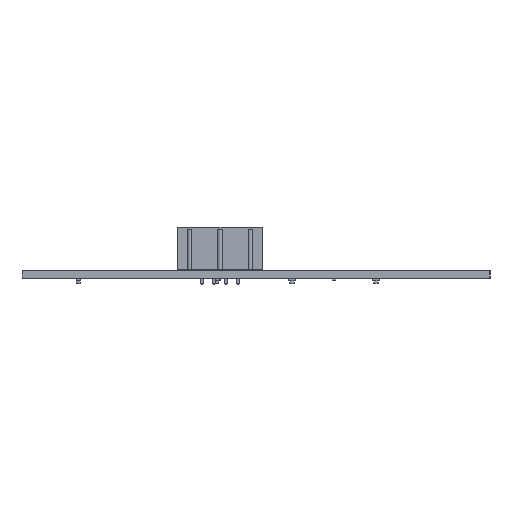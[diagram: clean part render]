
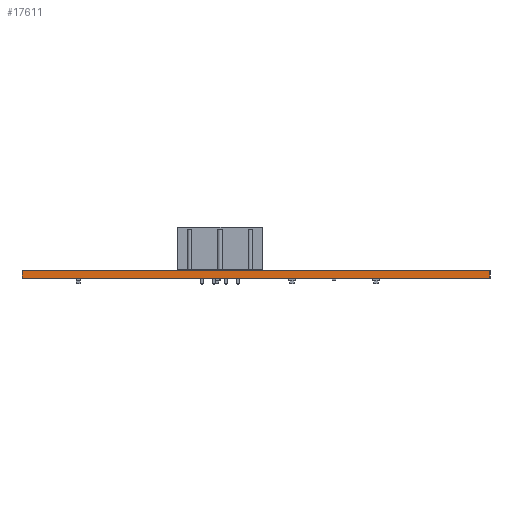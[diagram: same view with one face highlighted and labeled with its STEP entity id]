
A CAD part, left-side view. The second image highlights one B-rep face of the part: STEP entity #17611.
In plain terms, the highlighted planar face has unit normal (-1, 0, 0).
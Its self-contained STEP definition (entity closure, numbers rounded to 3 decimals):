
#17495 = EDGE_CURVE('',#17496,#17498,#17500,.T.);
#17496 = VERTEX_POINT('',#17497);
#17497 = CARTESIAN_POINT('',(101.6,-46.99,0.));
#17498 = VERTEX_POINT('',#17499);
#17499 = CARTESIAN_POINT('',(101.6,-46.99,1.6));
#17500 = SURFACE_CURVE('',#17501,(#17505,#17517),.PCURVE_S1.);
#17501 = LINE('',#17502,#17503);
#17502 = CARTESIAN_POINT('',(101.6,-46.99,0.));
#17503 = VECTOR('',#17504,1.);
#17504 = DIRECTION('',(0.,0.,1.));
#17505 = PCURVE('',#17506,#17511);
#17506 = PLANE('',#17507);
#17507 = AXIS2_PLACEMENT_3D('',#17508,#17509,#17510);
#17508 = CARTESIAN_POINT('',(101.6,-46.99,0.));
#17509 = DIRECTION('',(0.,1.,0.));
#17510 = DIRECTION('',(1.,0.,0.));
#17511 = DEFINITIONAL_REPRESENTATION('',(#17512),#17516);
#17512 = LINE('',#17513,#17514);
#17513 = CARTESIAN_POINT('',(0.,0.));
#17514 = VECTOR('',#17515,1.);
#17515 = DIRECTION('',(0.,-1.));
#17516 = ( GEOMETRIC_REPRESENTATION_CONTEXT(2) 
PARAMETRIC_REPRESENTATION_CONTEXT() REPRESENTATION_CONTEXT('2D SPACE',''
  ) );
#17517 = PCURVE('',#17518,#17523);
#17518 = PLANE('',#17519);
#17519 = AXIS2_PLACEMENT_3D('',#17520,#17521,#17522);
#17520 = CARTESIAN_POINT('',(101.6,-146.05,0.));
#17521 = DIRECTION('',(-1.,0.,0.));
#17522 = DIRECTION('',(0.,1.,0.));
#17523 = DEFINITIONAL_REPRESENTATION('',(#17524),#17528);
#17524 = LINE('',#17525,#17526);
#17525 = CARTESIAN_POINT('',(99.06,0.));
#17526 = VECTOR('',#17527,1.);
#17527 = DIRECTION('',(0.,-1.));
#17528 = ( GEOMETRIC_REPRESENTATION_CONTEXT(2) 
PARAMETRIC_REPRESENTATION_CONTEXT() REPRESENTATION_CONTEXT('2D SPACE',''
  ) );
#17546 = PLANE('',#17547);
#17547 = AXIS2_PLACEMENT_3D('',#17548,#17549,#17550);
#17548 = CARTESIAN_POINT('',(151.13,-96.52,1.6));
#17549 = DIRECTION('',(-0.,-0.,-1.));
#17550 = DIRECTION('',(-1.,0.,0.));
#17600 = PLANE('',#17601);
#17601 = AXIS2_PLACEMENT_3D('',#17602,#17603,#17604);
#17602 = CARTESIAN_POINT('',(151.13,-96.52,0.));
#17603 = DIRECTION('',(-0.,-0.,-1.));
#17604 = DIRECTION('',(-1.,0.,0.));
#17611 = ADVANCED_FACE('',(#17612),#17518,.T.);
#17612 = FACE_BOUND('',#17613,.T.);
#17613 = EDGE_LOOP('',(#17614,#17644,#17665,#17666));
#17614 = ORIENTED_EDGE('',*,*,#17615,.T.);
#17615 = EDGE_CURVE('',#17616,#17618,#17620,.T.);
#17616 = VERTEX_POINT('',#17617);
#17617 = CARTESIAN_POINT('',(101.6,-146.05,0.));
#17618 = VERTEX_POINT('',#17619);
#17619 = CARTESIAN_POINT('',(101.6,-146.05,1.6));
#17620 = SURFACE_CURVE('',#17621,(#17625,#17632),.PCURVE_S1.);
#17621 = LINE('',#17622,#17623);
#17622 = CARTESIAN_POINT('',(101.6,-146.05,0.));
#17623 = VECTOR('',#17624,1.);
#17624 = DIRECTION('',(0.,0.,1.));
#17625 = PCURVE('',#17518,#17626);
#17626 = DEFINITIONAL_REPRESENTATION('',(#17627),#17631);
#17627 = LINE('',#17628,#17629);
#17628 = CARTESIAN_POINT('',(0.,0.));
#17629 = VECTOR('',#17630,1.);
#17630 = DIRECTION('',(0.,-1.));
#17631 = ( GEOMETRIC_REPRESENTATION_CONTEXT(2) 
PARAMETRIC_REPRESENTATION_CONTEXT() REPRESENTATION_CONTEXT('2D SPACE',''
  ) );
#17632 = PCURVE('',#17633,#17638);
#17633 = PLANE('',#17634);
#17634 = AXIS2_PLACEMENT_3D('',#17635,#17636,#17637);
#17635 = CARTESIAN_POINT('',(200.66,-146.05,0.));
#17636 = DIRECTION('',(0.,-1.,0.));
#17637 = DIRECTION('',(-1.,0.,0.));
#17638 = DEFINITIONAL_REPRESENTATION('',(#17639),#17643);
#17639 = LINE('',#17640,#17641);
#17640 = CARTESIAN_POINT('',(99.06,0.));
#17641 = VECTOR('',#17642,1.);
#17642 = DIRECTION('',(0.,-1.));
#17643 = ( GEOMETRIC_REPRESENTATION_CONTEXT(2) 
PARAMETRIC_REPRESENTATION_CONTEXT() REPRESENTATION_CONTEXT('2D SPACE',''
  ) );
#17644 = ORIENTED_EDGE('',*,*,#17645,.T.);
#17645 = EDGE_CURVE('',#17618,#17498,#17646,.T.);
#17646 = SURFACE_CURVE('',#17647,(#17651,#17658),.PCURVE_S1.);
#17647 = LINE('',#17648,#17649);
#17648 = CARTESIAN_POINT('',(101.6,-146.05,1.6));
#17649 = VECTOR('',#17650,1.);
#17650 = DIRECTION('',(0.,1.,0.));
#17651 = PCURVE('',#17518,#17652);
#17652 = DEFINITIONAL_REPRESENTATION('',(#17653),#17657);
#17653 = LINE('',#17654,#17655);
#17654 = CARTESIAN_POINT('',(0.,-1.6));
#17655 = VECTOR('',#17656,1.);
#17656 = DIRECTION('',(1.,0.));
#17657 = ( GEOMETRIC_REPRESENTATION_CONTEXT(2) 
PARAMETRIC_REPRESENTATION_CONTEXT() REPRESENTATION_CONTEXT('2D SPACE',''
  ) );
#17658 = PCURVE('',#17546,#17659);
#17659 = DEFINITIONAL_REPRESENTATION('',(#17660),#17664);
#17660 = LINE('',#17661,#17662);
#17661 = CARTESIAN_POINT('',(49.53,-49.53));
#17662 = VECTOR('',#17663,1.);
#17663 = DIRECTION('',(0.,1.));
#17664 = ( GEOMETRIC_REPRESENTATION_CONTEXT(2) 
PARAMETRIC_REPRESENTATION_CONTEXT() REPRESENTATION_CONTEXT('2D SPACE',''
  ) );
#17665 = ORIENTED_EDGE('',*,*,#17495,.F.);
#17666 = ORIENTED_EDGE('',*,*,#17667,.F.);
#17667 = EDGE_CURVE('',#17616,#17496,#17668,.T.);
#17668 = SURFACE_CURVE('',#17669,(#17673,#17680),.PCURVE_S1.);
#17669 = LINE('',#17670,#17671);
#17670 = CARTESIAN_POINT('',(101.6,-146.05,0.));
#17671 = VECTOR('',#17672,1.);
#17672 = DIRECTION('',(0.,1.,0.));
#17673 = PCURVE('',#17518,#17674);
#17674 = DEFINITIONAL_REPRESENTATION('',(#17675),#17679);
#17675 = LINE('',#17676,#17677);
#17676 = CARTESIAN_POINT('',(0.,0.));
#17677 = VECTOR('',#17678,1.);
#17678 = DIRECTION('',(1.,0.));
#17679 = ( GEOMETRIC_REPRESENTATION_CONTEXT(2) 
PARAMETRIC_REPRESENTATION_CONTEXT() REPRESENTATION_CONTEXT('2D SPACE',''
  ) );
#17680 = PCURVE('',#17600,#17681);
#17681 = DEFINITIONAL_REPRESENTATION('',(#17682),#17686);
#17682 = LINE('',#17683,#17684);
#17683 = CARTESIAN_POINT('',(49.53,-49.53));
#17684 = VECTOR('',#17685,1.);
#17685 = DIRECTION('',(0.,1.));
#17686 = ( GEOMETRIC_REPRESENTATION_CONTEXT(2) 
PARAMETRIC_REPRESENTATION_CONTEXT() REPRESENTATION_CONTEXT('2D SPACE',''
  ) );
